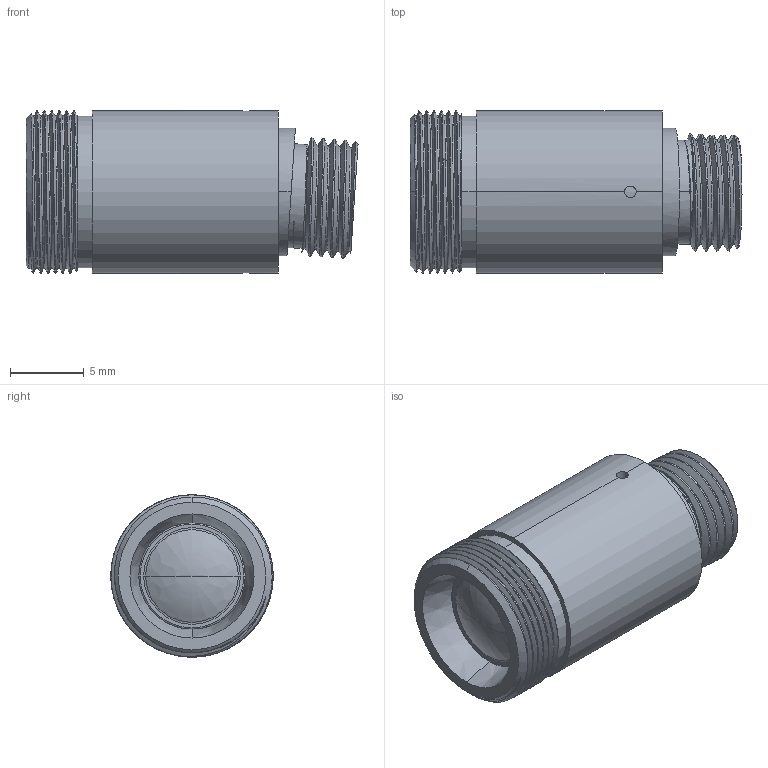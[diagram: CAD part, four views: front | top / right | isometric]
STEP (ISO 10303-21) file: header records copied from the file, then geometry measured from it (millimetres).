
FILE_DESCRIPTION (( 'STEP AP203' ), '1' );
FILE_NAME ('16706_Default.step', '2020-12-09T15:51:59', ( '' ), ( '' ), 'SwSTEP 2.0', 'SolidWorks 2018', '' );
FILE_SCHEMA (( 'CONFIG_CONTROL_DESIGN' ));
Length unit declared in the file: millimetre
Products named in the file (5): 6500119.stp; 16706.stp; 6100054.stp; 16706_Default; 354220X-00.stp
Assembly tree (4 placements, depth 3):
  16706_Default
    16706.stp
      354220X-00.stp
      6100054.stp
      6500119.stp
Bounding box: 22.5 x 11 x 11 mm (x, y, z)
Volume: 1200.1 mm3; surface area: 1956.4 mm2
Topology: 3 solids, 3 shells, 135 faces, 339 edges, 214 vertices
Faces by surface type: cylinder 62, bspline 30, plane 21, cone 16, torus 6
Entity records: 19004 total; most frequent: CARTESIAN_POINT 15572, ORIENTED_EDGE 670, DIRECTION 503, EDGE_CURVE 335, VERTEX_POINT 214, AXIS2_PLACEMENT_3D 207, B_SPLINE_CURVE_WITH_KNOTS 152, EDGE_LOOP 151
